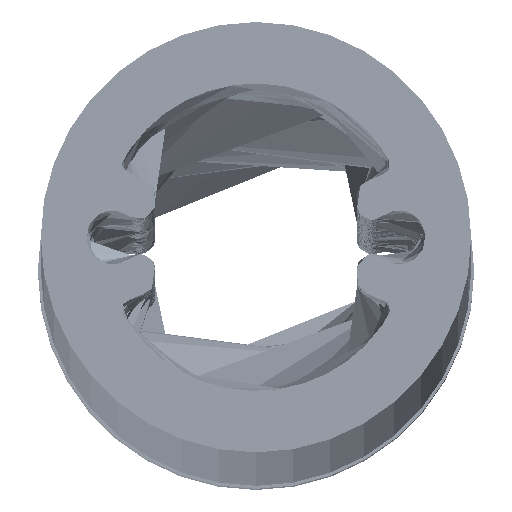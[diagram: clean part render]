
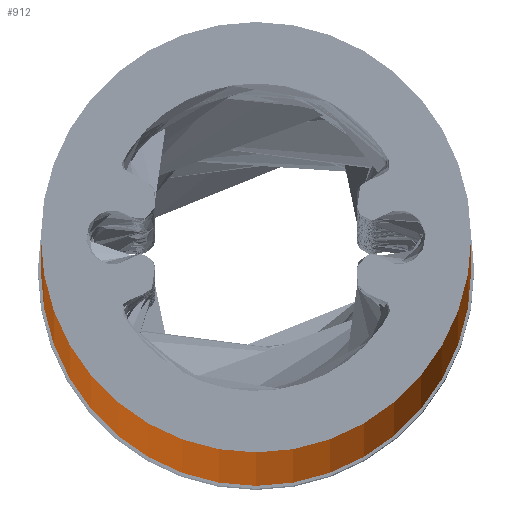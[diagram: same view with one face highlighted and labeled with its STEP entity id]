
A CAD part, top view. The second image highlights one B-rep face of the part: STEP entity #912.
In plain terms, the highlighted cylindrical face has radius 10.85 mm (diameter 21.7 mm), a partial arc.
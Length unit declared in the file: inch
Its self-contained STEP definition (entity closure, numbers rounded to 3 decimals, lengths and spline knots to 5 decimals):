
#57 = DIRECTION ( 'NONE',  ( -1., 0., 0. ) ) ;
#73 = ORIENTED_EDGE ( 'NONE', *, *, #497, .T. ) ;
#78 = LINE ( 'NONE', #277, #652 ) ;
#93 = CARTESIAN_POINT ( 'NONE',  ( 0., 0., 39.37008 ) ) ;
#139 = DIRECTION ( 'NONE',  ( 0., 0., 1. ) ) ;
#168 = DIRECTION ( 'NONE',  ( 0., 0., -1. ) ) ;
#171 = DIRECTION ( 'NONE',  ( 0., 0., -1. ) ) ;
#217 = AXIS2_PLACEMENT_3D ( 'NONE', #669, #168, #911 ) ;
#244 = AXIS2_PLACEMENT_3D ( 'NONE', #93, #171, #309 ) ;
#277 = CARTESIAN_POINT ( 'NONE',  ( 0.42717, 0., 11.81102 ) ) ;
#306 = EDGE_LOOP ( 'NONE', ( #649, #73, #331, #817 ) ) ;
#309 = DIRECTION ( 'NONE',  ( -1., 0., 0. ) ) ;
#327 = LINE ( 'NONE', #921, #875 ) ;
#331 = ORIENTED_EDGE ( 'NONE', *, *, #828, .T. ) ;
#365 = FACE_OUTER_BOUND ( 'NONE', #306, .T. ) ;
#399 = CARTESIAN_POINT ( 'NONE',  ( -0.42717, 0., 1.33858 ) ) ;
#404 = EDGE_CURVE ( 'NONE', #730, #732, #78, .T. ) ;
#407 = CARTESIAN_POINT ( 'NONE',  ( -0.42717, 0., 39.37008 ) ) ;
#427 = CYLINDRICAL_SURFACE ( 'NONE', #217, 0.42717 ) ;
#438 = EDGE_CURVE ( 'NONE', #725, #732, #988, .T. ) ;
#497 = EDGE_CURVE ( 'NONE', #730, #668, #1069, .T. ) ;
#564 = CARTESIAN_POINT ( 'NONE',  ( 0., 0., 1.33858 ) ) ;
#604 = DIRECTION ( 'NONE',  ( 0., 0., -1. ) ) ;
#649 = ORIENTED_EDGE ( 'NONE', *, *, #404, .F. ) ;
#652 = VECTOR ( 'NONE', #957, 39.37008 ) ;
#668 = VERTEX_POINT ( 'NONE', #407 ) ;
#669 = CARTESIAN_POINT ( 'NONE',  ( 0., 0., 11.81102 ) ) ;
#725 = VERTEX_POINT ( 'NONE', #399 ) ;
#730 = VERTEX_POINT ( 'NONE', #820 ) ;
#732 = VERTEX_POINT ( 'NONE', #736 ) ;
#736 = CARTESIAN_POINT ( 'NONE',  ( 0.42717, 0., 1.33858 ) ) ;
#817 = ORIENTED_EDGE ( 'NONE', *, *, #438, .T. ) ;
#820 = CARTESIAN_POINT ( 'NONE',  ( 0.42717, 0., 39.37008 ) ) ;
#828 = EDGE_CURVE ( 'NONE', #668, #725, #327, .T. ) ;
#842 = AXIS2_PLACEMENT_3D ( 'NONE', #564, #139, #57 ) ;
#875 = VECTOR ( 'NONE', #604, 39.37008 ) ;
#911 = DIRECTION ( 'NONE',  ( -1., 0., 0. ) ) ;
#912 = ADVANCED_FACE ( 'NONE', ( #365 ), #427, .T. ) ;
#921 = CARTESIAN_POINT ( 'NONE',  ( -0.42717, 0., 11.81102 ) ) ;
#957 = DIRECTION ( 'NONE',  ( 0., 0., -1. ) ) ;
#988 = CIRCLE ( 'NONE', #842, 0.42717 ) ;
#1069 = CIRCLE ( 'NONE', #244, 0.42717 ) ;
